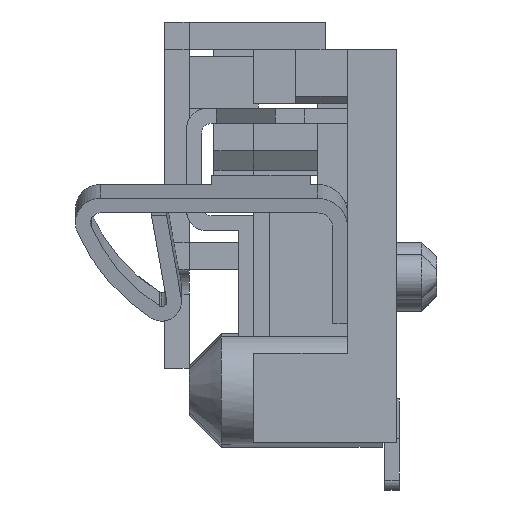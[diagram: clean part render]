
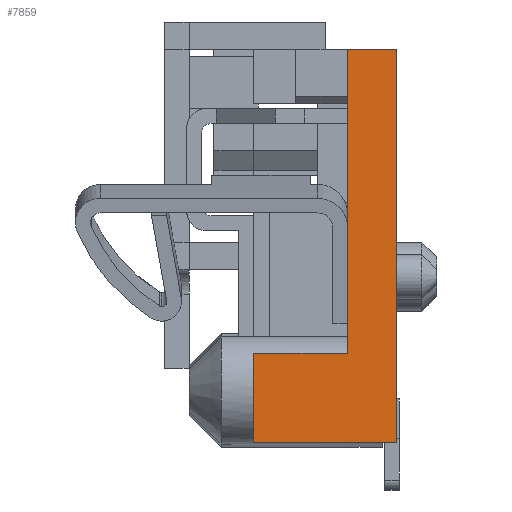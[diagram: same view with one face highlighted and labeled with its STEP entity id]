
A CAD part, left-side view. The second image highlights one B-rep face of the part: STEP entity #7859.
In plain terms, the highlighted planar face has unit normal (-1, 0, 0).
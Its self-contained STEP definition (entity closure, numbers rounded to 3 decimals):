
#825 = VECTOR ( 'NONE', #1904, 1000. ) ;
#870 = EDGE_LOOP ( 'NONE', ( #4150, #5820, #14476, #5410, #6293, #1099 ) ) ;
#883 = EDGE_CURVE ( 'NONE', #5167, #9924, #11551, .T. ) ;
#917 = AXIS2_PLACEMENT_3D ( 'NONE', #15073, #2162, #4615 ) ;
#1099 = ORIENTED_EDGE ( 'NONE', *, *, #7473, .T. ) ;
#1108 = LINE ( 'NONE', #7069, #11656 ) ;
#1163 = FACE_OUTER_BOUND ( 'NONE', #870, .T. ) ;
#1425 = VERTEX_POINT ( 'NONE', #11904 ) ;
#1904 = DIRECTION ( 'NONE',  ( 0., 1., 0. ) ) ;
#2162 = DIRECTION ( 'NONE',  ( -1., 0., 0. ) ) ;
#2807 = CARTESIAN_POINT ( 'NONE',  ( -14.225, 0.05, 4.6 ) ) ;
#3307 = VECTOR ( 'NONE', #14068, 1000. ) ;
#3461 = PLANE ( 'NONE',  #917 ) ;
#3961 = LINE ( 'NONE', #13191, #9342 ) ;
#3973 = EDGE_CURVE ( 'NONE', #10115, #9924, #4127, .T. ) ;
#4054 = CARTESIAN_POINT ( 'NONE',  ( -14.225, 0.05, 4.6 ) ) ;
#4127 = LINE ( 'NONE', #4054, #825 ) ;
#4150 = ORIENTED_EDGE ( 'NONE', *, *, #5084, .F. ) ;
#4615 = DIRECTION ( 'NONE',  ( 0., 0., 1. ) ) ;
#4764 = CARTESIAN_POINT ( 'NONE',  ( -14.225, 1.05, -3.35 ) ) ;
#4971 = LINE ( 'NONE', #9471, #3307 ) ;
#5084 = EDGE_CURVE ( 'NONE', #10115, #5324, #4971, .T. ) ;
#5167 = VERTEX_POINT ( 'NONE', #9772 ) ;
#5291 = DIRECTION ( 'NONE',  ( 0., 1., 0. ) ) ;
#5324 = VERTEX_POINT ( 'NONE', #13657 ) ;
#5410 = ORIENTED_EDGE ( 'NONE', *, *, #12496, .T. ) ;
#5585 = LINE ( 'NONE', #7856, #10831 ) ;
#5820 = ORIENTED_EDGE ( 'NONE', *, *, #3973, .T. ) ;
#5829 = DIRECTION ( 'NONE',  ( 0., 0., 1. ) ) ;
#6293 = ORIENTED_EDGE ( 'NONE', *, *, #11544, .T. ) ;
#6999 = CARTESIAN_POINT ( 'NONE',  ( -14.225, 2.95, -1.55 ) ) ;
#7069 = CARTESIAN_POINT ( 'NONE',  ( -14.225, 0.05, -3.35 ) ) ;
#7473 = EDGE_CURVE ( 'NONE', #1425, #5324, #1108, .T. ) ;
#7856 = CARTESIAN_POINT ( 'NONE',  ( -14.225, 0.05, -1.55 ) ) ;
#7859 = ADVANCED_FACE ( 'NONE', ( #1163 ), #3461, .T. ) ;
#8154 = CARTESIAN_POINT ( 'NONE',  ( -14.225, 1.05, 4.6 ) ) ;
#8675 = VERTEX_POINT ( 'NONE', #6999 ) ;
#9342 = VECTOR ( 'NONE', #10683, 1000. ) ;
#9471 = CARTESIAN_POINT ( 'NONE',  ( -14.225, 0.05, -3.35 ) ) ;
#9772 = CARTESIAN_POINT ( 'NONE',  ( -14.225, 1.05, -1.55 ) ) ;
#9924 = VERTEX_POINT ( 'NONE', #8154 ) ;
#10115 = VERTEX_POINT ( 'NONE', #2807 ) ;
#10683 = DIRECTION ( 'NONE',  ( 0., 0., -1. ) ) ;
#10745 = VECTOR ( 'NONE', #5829, 1000. ) ;
#10831 = VECTOR ( 'NONE', #5291, 1000. ) ;
#11544 = EDGE_CURVE ( 'NONE', #8675, #1425, #3961, .T. ) ;
#11551 = LINE ( 'NONE', #4764, #10745 ) ;
#11656 = VECTOR ( 'NONE', #12572, 1000. ) ;
#11904 = CARTESIAN_POINT ( 'NONE',  ( -14.225, 2.95, -3.35 ) ) ;
#12496 = EDGE_CURVE ( 'NONE', #5167, #8675, #5585, .T. ) ;
#12572 = DIRECTION ( 'NONE',  ( 0., -1., 0. ) ) ;
#13191 = CARTESIAN_POINT ( 'NONE',  ( -14.225, 2.95, -3.35 ) ) ;
#13657 = CARTESIAN_POINT ( 'NONE',  ( -14.225, 0.05, -3.35 ) ) ;
#14068 = DIRECTION ( 'NONE',  ( 0., 0., -1. ) ) ;
#14476 = ORIENTED_EDGE ( 'NONE', *, *, #883, .F. ) ;
#15073 = CARTESIAN_POINT ( 'NONE',  ( -14.225, 0.05, -3.35 ) ) ;
